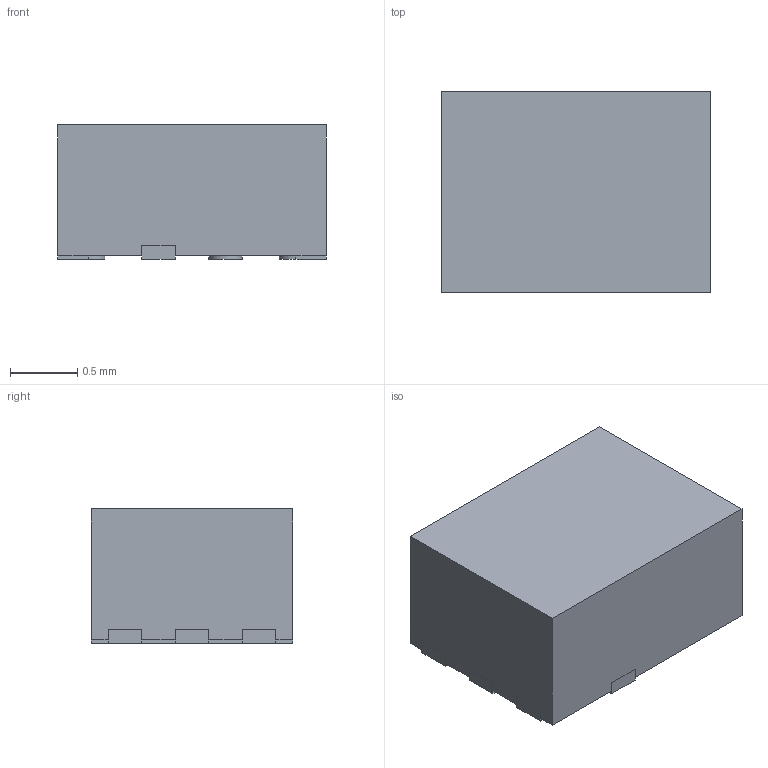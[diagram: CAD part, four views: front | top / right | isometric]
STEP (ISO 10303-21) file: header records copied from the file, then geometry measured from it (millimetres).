
FILE_DESCRIPTION((''),'2;1');
FILE_NAME('RQF0009A_ASM','2019-09-04T10:29:03',('a0412086'),(''),'CREO PARAMETRIC BY PTC INC, 2018020','CREO PARAMETRIC BY PTC INC, 2018020','');
FILE_SCHEMA(('AUTOMOTIVE_DESIGN { 1 0 10303 214 1 1 1 1 }'));
Length unit declared in the file: millimetre
Products named in the file (3): FRAME; MOLD; RQF0009A_ASM
Assembly tree (2 placements, depth 2):
  RQF0009A_ASM
    FRAME
    MOLD
Bounding box: 2 x 1.5 x 1 mm (x, y, z)
Volume: 3 mm3; surface area: 16.7 mm2
Topology: 10 solids, 10 shells, 98 faces, 234 edges, 156 vertices
Faces by surface type: plane 82, cylinder 16
Entity records: 3813 total; most frequent: CARTESIAN_POINT 500, DIRECTION 472, ORIENTED_EDGE 468, PRESENTATION_STYLE_ASSIGNMENT 253, STYLED_ITEM 244, CURVE_STYLE 234, EDGE_CURVE 234, VECTOR 202
